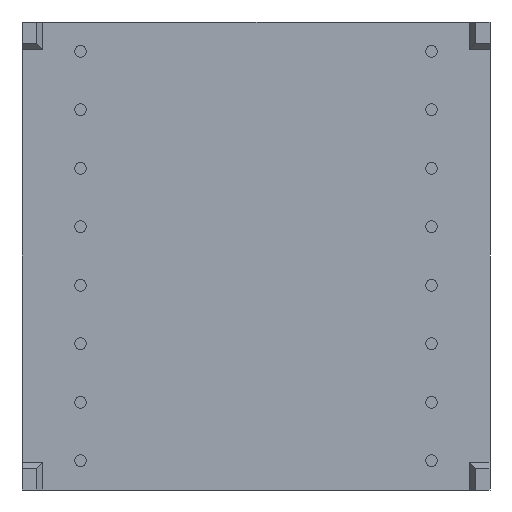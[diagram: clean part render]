
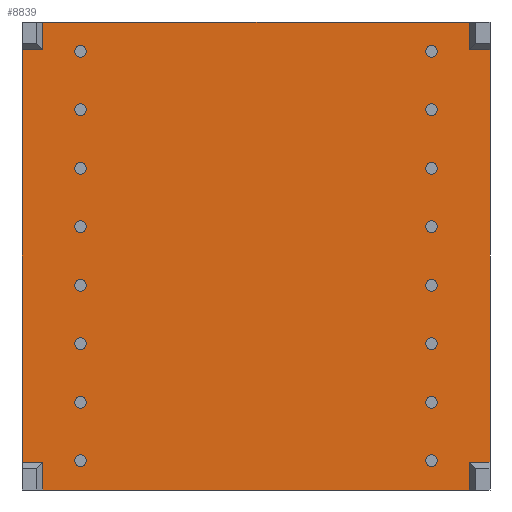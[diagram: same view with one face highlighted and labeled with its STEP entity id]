
A CAD part, front view. The second image highlights one B-rep face of the part: STEP entity #8839.
In plain terms, the highlighted planar face has unit normal (0, -1, 0).
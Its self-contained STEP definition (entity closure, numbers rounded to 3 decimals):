
#45 = ORIENTED_EDGE ( 'NONE', *, *, #783, .T. ) ;
#50 = DIRECTION ( 'NONE',  ( 1., 0., 0. ) ) ;
#60 = PLANE ( 'NONE',  #7900 ) ;
#311 = VECTOR ( 'NONE', #8379, 1000. ) ;
#361 = DIRECTION ( 'NONE',  ( 0., 0., 1. ) ) ;
#659 = EDGE_CURVE ( 'NONE', #3163, #1886, #1062, .T. ) ;
#671 = ORIENTED_EDGE ( 'NONE', *, *, #1150, .T. ) ;
#783 = EDGE_CURVE ( 'NONE', #1911, #5389, #7499, .T. ) ;
#837 = CARTESIAN_POINT ( 'NONE',  ( -10., 0.5, 8.811 ) ) ;
#1062 = LINE ( 'NONE', #9642, #5859 ) ;
#1150 = EDGE_CURVE ( 'NONE', #3407, #8237, #2162, .T. ) ;
#1320 = DIRECTION ( 'NONE',  ( 0., 0., 1. ) ) ;
#1490 = CARTESIAN_POINT ( 'NONE',  ( -9.111, 0.5, 8.811 ) ) ;
#1619 = CARTESIAN_POINT ( 'NONE',  ( 9.111, 0.5, -10. ) ) ;
#1678 = DIRECTION ( 'NONE',  ( 1., 0., 0. ) ) ;
#1707 = CARTESIAN_POINT ( 'NONE',  ( -9.111, 0.5, -10. ) ) ;
#1881 = LINE ( 'NONE', #837, #311 ) ;
#1886 = VERTEX_POINT ( 'NONE', #12479 ) ;
#1911 = VERTEX_POINT ( 'NONE', #12908 ) ;
#2112 = DIRECTION ( 'NONE',  ( 0., 0., 1. ) ) ;
#2162 = LINE ( 'NONE', #4390, #4505 ) ;
#2290 = CARTESIAN_POINT ( 'NONE',  ( -9.111, 0.5, -10. ) ) ;
#2362 = CARTESIAN_POINT ( 'NONE',  ( 10., 0.5, 8.811 ) ) ;
#2400 = CARTESIAN_POINT ( 'NONE',  ( 10., 0.5, 8.811 ) ) ;
#3122 = ORIENTED_EDGE ( 'NONE', *, *, #9611, .F. ) ;
#3163 = VERTEX_POINT ( 'NONE', #11730 ) ;
#3358 = VERTEX_POINT ( 'NONE', #1490 ) ;
#3407 = VERTEX_POINT ( 'NONE', #8746 ) ;
#3584 = EDGE_CURVE ( 'NONE', #4444, #13404, #7363, .T. ) ;
#3938 = ORIENTED_EDGE ( 'NONE', *, *, #9180, .F. ) ;
#4016 = VECTOR ( 'NONE', #9998, 1000. ) ;
#4072 = ORIENTED_EDGE ( 'NONE', *, *, #7849, .F. ) ;
#4276 = CARTESIAN_POINT ( 'NONE',  ( -9.111, 0.5, 10. ) ) ;
#4390 = CARTESIAN_POINT ( 'NONE',  ( -10., 0.5, -8.811 ) ) ;
#4444 = VERTEX_POINT ( 'NONE', #8007 ) ;
#4505 = VECTOR ( 'NONE', #11621, 1000. ) ;
#4651 = CARTESIAN_POINT ( 'NONE',  ( 9.111, 0.5, -10. ) ) ;
#4968 = EDGE_CURVE ( 'NONE', #8768, #5389, #11060, .T. ) ;
#5389 = VERTEX_POINT ( 'NONE', #10049 ) ;
#5533 = FACE_OUTER_BOUND ( 'NONE', #7184, .T. ) ;
#5859 = VECTOR ( 'NONE', #50, 1000. ) ;
#6024 = CARTESIAN_POINT ( 'NONE',  ( -9.111, 0.5, -10. ) ) ;
#6450 = DIRECTION ( 'NONE',  ( 0., 1., 0. ) ) ;
#6525 = ORIENTED_EDGE ( 'NONE', *, *, #4968, .F. ) ;
#6528 = LINE ( 'NONE', #2400, #9513 ) ;
#6681 = CARTESIAN_POINT ( 'NONE',  ( -10., 0.5, 8.811 ) ) ;
#7042 = EDGE_CURVE ( 'NONE', #1886, #7549, #6528, .T. ) ;
#7083 = VECTOR ( 'NONE', #361, 1000. ) ;
#7097 = DIRECTION ( 'NONE',  ( 0., 0., 1. ) ) ;
#7135 = LINE ( 'NONE', #10142, #7505 ) ;
#7184 = EDGE_LOOP ( 'NONE', ( #13798, #3122, #4072, #671, #7576, #8362, #9866, #8281, #10723, #3938, #45, #6525 ) ) ;
#7202 = EDGE_CURVE ( 'NONE', #4444, #3163, #7896, .T. ) ;
#7363 = LINE ( 'NONE', #9590, #10668 ) ;
#7499 = LINE ( 'NONE', #4651, #7676 ) ;
#7505 = VECTOR ( 'NONE', #1678, 1000. ) ;
#7549 = VERTEX_POINT ( 'NONE', #2362 ) ;
#7576 = ORIENTED_EDGE ( 'NONE', *, *, #10712, .F. ) ;
#7676 = VECTOR ( 'NONE', #9978, 1000. ) ;
#7849 = EDGE_CURVE ( 'NONE', #3407, #11477, #12995, .T. ) ;
#7896 = LINE ( 'NONE', #1619, #9301 ) ;
#7900 = AXIS2_PLACEMENT_3D ( 'NONE', #13027, #6450, #2112 ) ;
#8007 = CARTESIAN_POINT ( 'NONE',  ( 9.111, 0.5, -10. ) ) ;
#8101 = EDGE_CURVE ( 'NONE', #3358, #8768, #11303, .T. ) ;
#8237 = VERTEX_POINT ( 'NONE', #13681 ) ;
#8241 = VECTOR ( 'NONE', #1320, 1000. ) ;
#8281 = ORIENTED_EDGE ( 'NONE', *, *, #659, .T. ) ;
#8362 = ORIENTED_EDGE ( 'NONE', *, *, #3584, .F. ) ;
#8379 = DIRECTION ( 'NONE',  ( 1., 0., 0. ) ) ;
#8746 = CARTESIAN_POINT ( 'NONE',  ( -10., 0.5, -8.811 ) ) ;
#8768 = VERTEX_POINT ( 'NONE', #4276 ) ;
#8839 = ADVANCED_FACE ( 'NONE', ( #5533 ), #60, .F. ) ;
#9180 = EDGE_CURVE ( 'NONE', #1911, #7549, #1881, .T. ) ;
#9301 = VECTOR ( 'NONE', #12204, 1000. ) ;
#9513 = VECTOR ( 'NONE', #10798, 1000. ) ;
#9590 = CARTESIAN_POINT ( 'NONE',  ( -9.111, 0.5, -10. ) ) ;
#9611 = EDGE_CURVE ( 'NONE', #11477, #3358, #7135, .T. ) ;
#9642 = CARTESIAN_POINT ( 'NONE',  ( -10., 0.5, -8.811 ) ) ;
#9856 = CARTESIAN_POINT ( 'NONE',  ( -10., 0.5, 10. ) ) ;
#9866 = ORIENTED_EDGE ( 'NONE', *, *, #7202, .T. ) ;
#9978 = DIRECTION ( 'NONE',  ( 0., 0., 1. ) ) ;
#9998 = DIRECTION ( 'NONE',  ( 1., 0., 0. ) ) ;
#10049 = CARTESIAN_POINT ( 'NONE',  ( 9.111, 0.5, 10. ) ) ;
#10142 = CARTESIAN_POINT ( 'NONE',  ( -10., 0.5, 8.811 ) ) ;
#10663 = CARTESIAN_POINT ( 'NONE',  ( -10., 0.5, 8.811 ) ) ;
#10668 = VECTOR ( 'NONE', #11573, 1000. ) ;
#10712 = EDGE_CURVE ( 'NONE', #13404, #8237, #13204, .T. ) ;
#10723 = ORIENTED_EDGE ( 'NONE', *, *, #7042, .T. ) ;
#10798 = DIRECTION ( 'NONE',  ( 0., 0., 1. ) ) ;
#11060 = LINE ( 'NONE', #9856, #4016 ) ;
#11303 = LINE ( 'NONE', #1707, #12933 ) ;
#11477 = VERTEX_POINT ( 'NONE', #10663 ) ;
#11573 = DIRECTION ( 'NONE',  ( -1., 0., 0. ) ) ;
#11621 = DIRECTION ( 'NONE',  ( 1., 0., 0. ) ) ;
#11730 = CARTESIAN_POINT ( 'NONE',  ( 9.111, 0.5, -8.811 ) ) ;
#12204 = DIRECTION ( 'NONE',  ( 0., 0., 1. ) ) ;
#12479 = CARTESIAN_POINT ( 'NONE',  ( 10., 0.5, -8.811 ) ) ;
#12908 = CARTESIAN_POINT ( 'NONE',  ( 9.111, 0.5, 8.811 ) ) ;
#12933 = VECTOR ( 'NONE', #7097, 1000. ) ;
#12995 = LINE ( 'NONE', #6681, #7083 ) ;
#13027 = CARTESIAN_POINT ( 'NONE',  ( -9.111, 0.5, -10. ) ) ;
#13204 = LINE ( 'NONE', #2290, #8241 ) ;
#13404 = VERTEX_POINT ( 'NONE', #6024 ) ;
#13681 = CARTESIAN_POINT ( 'NONE',  ( -9.111, 0.5, -8.811 ) ) ;
#13798 = ORIENTED_EDGE ( 'NONE', *, *, #8101, .F. ) ;
